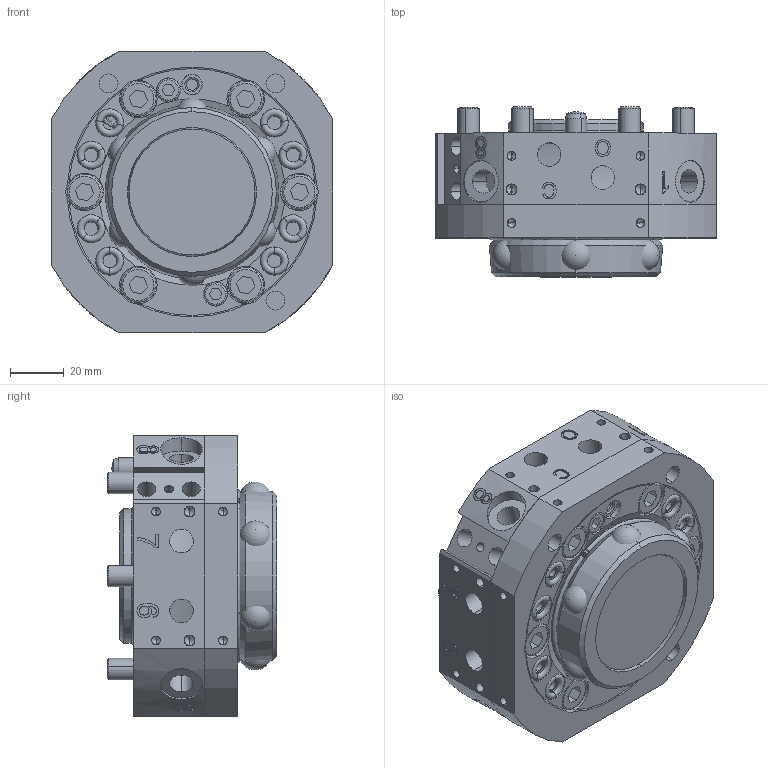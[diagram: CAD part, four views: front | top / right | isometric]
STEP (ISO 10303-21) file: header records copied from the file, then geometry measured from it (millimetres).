
FILE_DESCRIPTION (( 'STEP AP203' ), '1' );
FILE_NAME ('P1301A.STEP', '2019-12-05T12:27:10', ( 'admin' ), ( '' ), 'SwSTEP 2.0', 'SolidWorks 2017', '' );
FILE_SCHEMA (( 'CONFIG_CONTROL_DESIGN' ));
Length unit declared in the file: millimetre
Products named in the file (1): P1301A
Bounding box: 105 x 63.2 x 105 mm (x, y, z)
Volume: 448736.9 mm3; surface area: 97565.7 mm2
Topology: 30 solids, 30 shells, 874 faces, 2088 edges, 1296 vertices
Faces by surface type: cylinder 261, plane 252, torus 116, cone 116, bspline 115, sphere 14
Entity records: 32125 total; most frequent: CARTESIAN_POINT 12441, ORIENTED_EDGE 4016, DIRECTION 4009, EDGE_CURVE 2008, AXIS2_PLACEMENT_3D 1561, VERTEX_POINT 1278, EDGE_LOOP 1018, VECTOR 887
